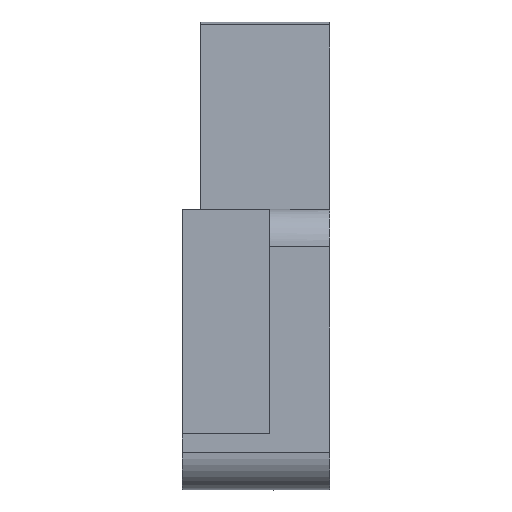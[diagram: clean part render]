
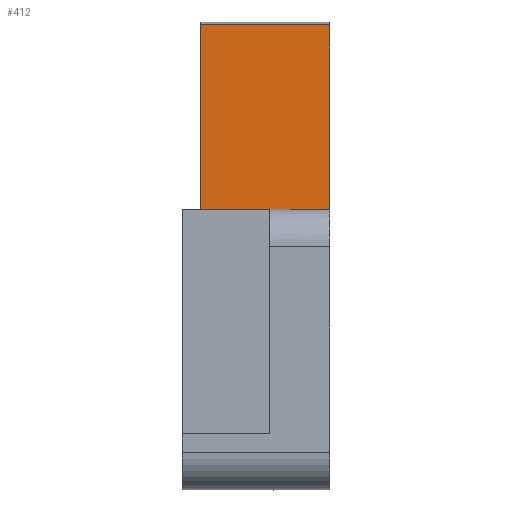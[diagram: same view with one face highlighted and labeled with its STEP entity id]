
A CAD part, front view. The second image highlights one B-rep face of the part: STEP entity #412.
In plain terms, the highlighted planar face has unit normal (0, -0.321, 0.947).
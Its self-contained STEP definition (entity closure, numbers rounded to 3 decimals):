
#32 = DIRECTION ( 'NONE',  ( -1., 0., 0. ) ) ;
#60 = CARTESIAN_POINT ( 'NONE',  ( 1., 20., 15. ) ) ;
#68 = VECTOR ( 'NONE', #32, 1000. ) ;
#102 = DIRECTION ( 'NONE',  ( -1., 0., 0. ) ) ;
#111 = VERTEX_POINT ( 'NONE', #60 ) ;
#122 = VERTEX_POINT ( 'NONE', #1130 ) ;
#136 = DIRECTION ( 'NONE',  ( 0., 0.321, -0.947 ) ) ;
#149 = VERTEX_POINT ( 'NONE', #342 ) ;
#152 = VECTOR ( 'NONE', #902, 1000. ) ;
#171 = ORIENTED_EDGE ( 'NONE', *, *, #933, .F. ) ;
#192 = VECTOR ( 'NONE', #102, 1000. ) ;
#205 = LINE ( 'NONE', #841, #964 ) ;
#216 = CARTESIAN_POINT ( 'NONE',  ( 1., 20., 15. ) ) ;
#251 = EDGE_CURVE ( 'NONE', #111, #149, #1198, .T. ) ;
#268 = ORIENTED_EDGE ( 'NONE', *, *, #270, .T. ) ;
#270 = EDGE_CURVE ( 'NONE', #122, #149, #882, .T. ) ;
#316 = CARTESIAN_POINT ( 'NONE',  ( 7.9, 49.037, 24.841 ) ) ;
#342 = CARTESIAN_POINT ( 'NONE',  ( 1., 49.037, 24.841 ) ) ;
#373 = CARTESIAN_POINT ( 'NONE',  ( 7.9, 20., 15. ) ) ;
#412 = ADVANCED_FACE ( 'NONE', ( #556 ), #1034, .F. ) ;
#436 = CARTESIAN_POINT ( 'NONE',  ( 7.9, 20., 15. ) ) ;
#485 = ORIENTED_EDGE ( 'NONE', *, *, #251, .F. ) ;
#498 = EDGE_CURVE ( 'NONE', #122, #878, #205, .T. ) ;
#556 = FACE_OUTER_BOUND ( 'NONE', #1075, .T. ) ;
#733 = DIRECTION ( 'NONE',  ( 0., 0.947, 0.321 ) ) ;
#781 = CARTESIAN_POINT ( 'NONE',  ( 7.9, 20., 15. ) ) ;
#841 = CARTESIAN_POINT ( 'NONE',  ( 7.9, 20., 15. ) ) ;
#878 = VERTEX_POINT ( 'NONE', #373 ) ;
#882 = LINE ( 'NONE', #316, #68 ) ;
#902 = DIRECTION ( 'NONE',  ( 0., 0.947, 0.321 ) ) ;
#933 = EDGE_CURVE ( 'NONE', #878, #111, #1183, .T. ) ;
#964 = VECTOR ( 'NONE', #1145, 1000. ) ;
#1015 = ORIENTED_EDGE ( 'NONE', *, *, #498, .F. ) ;
#1034 = PLANE ( 'NONE',  #1191 ) ;
#1075 = EDGE_LOOP ( 'NONE', ( #485, #171, #1015, #268 ) ) ;
#1130 = CARTESIAN_POINT ( 'NONE',  ( 7.9, 49.037, 24.841 ) ) ;
#1145 = DIRECTION ( 'NONE',  ( 0., -0.947, -0.321 ) ) ;
#1183 = LINE ( 'NONE', #781, #192 ) ;
#1191 = AXIS2_PLACEMENT_3D ( 'NONE', #436, #136, #733 ) ;
#1198 = LINE ( 'NONE', #216, #152 ) ;
